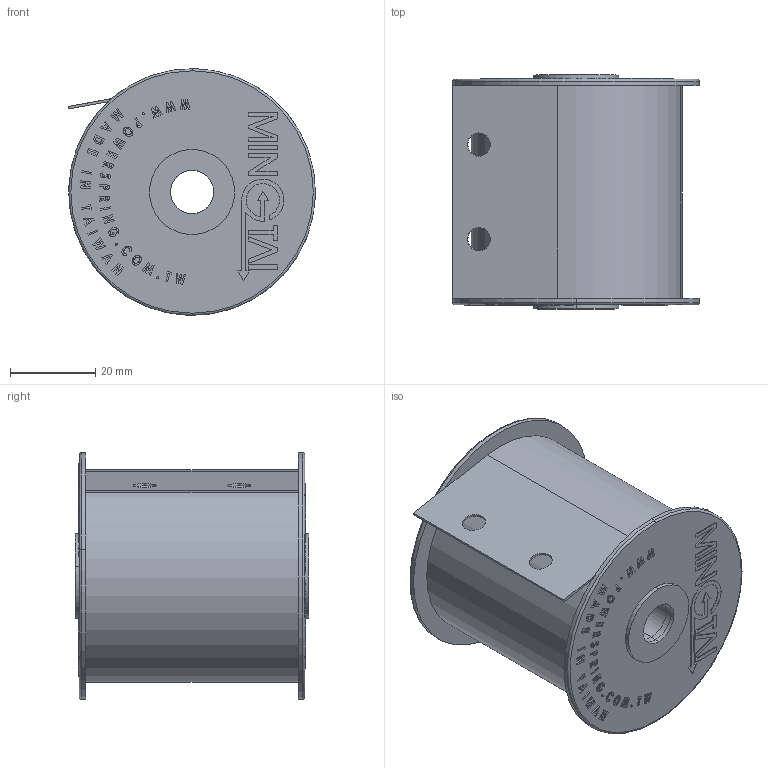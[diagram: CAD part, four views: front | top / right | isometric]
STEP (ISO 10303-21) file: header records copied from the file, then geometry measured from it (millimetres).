
FILE_DESCRIPTION (( 'STEP AP203' ), '1' );
FILE_NAME ('CP14001005.STEP', '2020-11-25T06:27:49', ( '' ), ( '' ), 'SwSTEP 2.0', 'SolidWorks 2020', '' );
FILE_SCHEMA (( 'CONFIG_CONTROL_DESIGN' ));
Length unit declared in the file: millimetre
Products named in the file (3): CP14001005; CP14001005_Spring; 40mm_10mm(OD17)
Assembly tree (3 placements, depth 2):
  CP14001005
    40mm_10mm(OD17)  x2
    CP14001005_Spring
Bounding box: 58.03 x 55 x 58 mm (x, y, z)
Volume: 62766.7 mm3; surface area: 150100.5 mm2
Topology: 75 solids, 75 shells, 1174 faces, 3014 edges, 2004 vertices
Faces by surface type: plane 842, bspline 174, cylinder 142, torus 12, cone 4
Entity records: 23480 total; most frequent: CARTESIAN_POINT 8402, ORIENTED_EDGE 3194, DIRECTION 2709, EDGE_CURVE 1597, VECTOR 1211, LINE 1211, VERTEX_POINT 1062, AXIS2_PLACEMENT_3D 749
